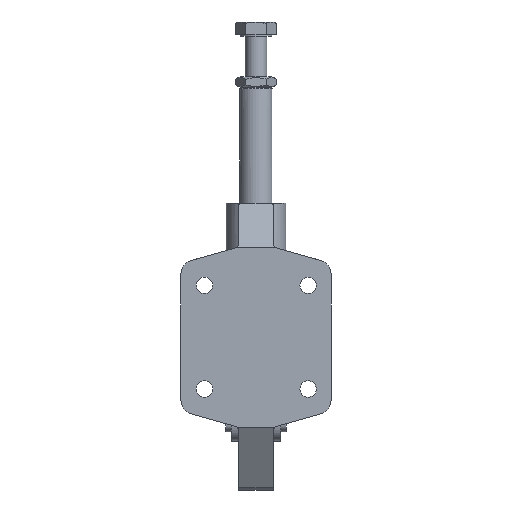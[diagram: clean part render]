
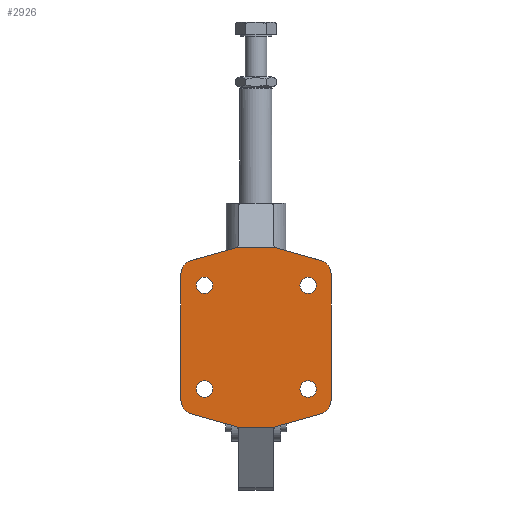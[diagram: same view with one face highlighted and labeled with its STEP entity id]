
A CAD part, front view. The second image highlights one B-rep face of the part: STEP entity #2926.
In plain terms, the highlighted planar face has unit normal (0, -1, 0).
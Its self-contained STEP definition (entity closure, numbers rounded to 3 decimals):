
#204=LINE('',#6052,#390);
#216=LINE('',#7166,#402);
#221=LINE('',#7194,#407);
#222=LINE('',#7198,#408);
#223=LINE('',#7202,#409);
#224=LINE('',#7205,#410);
#225=LINE('',#7209,#411);
#226=LINE('',#7212,#412);
#390=VECTOR('',#3801,1000.);
#402=VECTOR('',#3877,1000.);
#407=VECTOR('',#3910,1000.);
#408=VECTOR('',#3913,1000.);
#409=VECTOR('',#3916,1000.);
#410=VECTOR('',#3919,1000.);
#411=VECTOR('',#3922,1000.);
#412=VECTOR('',#3925,1000.);
#560=PLANE('',#3367);
#650=FACE_BOUND('',#1032,.T.);
#651=FACE_BOUND('',#1033,.T.);
#652=FACE_BOUND('',#1034,.T.);
#653=FACE_BOUND('',#1035,.T.);
#825=FACE_OUTER_BOUND('',#1031,.T.);
#1031=EDGE_LOOP('',(#2287,#2288,#2289,#2290,#2291,#2292,#2293,#2294,#2295,
#2296,#2297,#2298,#2299,#2300,#2301,#2302));
#1032=EDGE_LOOP('',(#2303));
#1033=EDGE_LOOP('',(#2304));
#1034=EDGE_LOOP('',(#2305));
#1035=EDGE_LOOP('',(#2306));
#1292=CIRCLE('',#3361,2.);
#1293=CIRCLE('',#3363,2.);
#1294=CIRCLE('',#3366,2.);
#1295=CIRCLE('',#3368,5.);
#1296=CIRCLE('',#3369,5.);
#1297=CIRCLE('',#3370,2.);
#1298=CIRCLE('',#3371,5.);
#1299=CIRCLE('',#3372,5.);
#1300=CIRCLE('',#3373,3.);
#1301=CIRCLE('',#3374,3.);
#1302=CIRCLE('',#3375,3.);
#1303=CIRCLE('',#3376,3.);
#1462=VERTEX_POINT('',#6049);
#1463=VERTEX_POINT('',#6051);
#1480=VERTEX_POINT('',#7163);
#1481=VERTEX_POINT('',#7165);
#1486=VERTEX_POINT('',#7179);
#1487=VERTEX_POINT('',#7183);
#1489=VERTEX_POINT('',#7189);
#1490=VERTEX_POINT('',#7193);
#1491=VERTEX_POINT('',#7195);
#1492=VERTEX_POINT('',#7197);
#1493=VERTEX_POINT('',#7199);
#1494=VERTEX_POINT('',#7201);
#1495=VERTEX_POINT('',#7204);
#1496=VERTEX_POINT('',#7206);
#1497=VERTEX_POINT('',#7208);
#1498=VERTEX_POINT('',#7210);
#1499=VERTEX_POINT('',#7213);
#1500=VERTEX_POINT('',#7215);
#1501=VERTEX_POINT('',#7217);
#1502=VERTEX_POINT('',#7219);
#1752=EDGE_CURVE('',#1462,#1463,#204,.T.);
#1783=EDGE_CURVE('',#1480,#1481,#216,.T.);
#1791=EDGE_CURVE('',#1480,#1486,#1292,.T.);
#1792=EDGE_CURVE('',#1487,#1463,#1293,.T.);
#1796=EDGE_CURVE('',#1462,#1489,#1294,.T.);
#1797=EDGE_CURVE('',#1490,#1489,#221,.T.);
#1798=EDGE_CURVE('',#1490,#1491,#1295,.T.);
#1799=EDGE_CURVE('',#1492,#1491,#222,.T.);
#1800=EDGE_CURVE('',#1492,#1493,#1296,.T.);
#1801=EDGE_CURVE('',#1494,#1493,#223,.T.);
#1802=EDGE_CURVE('',#1494,#1481,#1297,.T.);
#1803=EDGE_CURVE('',#1495,#1486,#224,.T.);
#1804=EDGE_CURVE('',#1495,#1496,#1298,.T.);
#1805=EDGE_CURVE('',#1497,#1496,#225,.T.);
#1806=EDGE_CURVE('',#1497,#1498,#1299,.T.);
#1807=EDGE_CURVE('',#1487,#1498,#226,.T.);
#1808=EDGE_CURVE('',#1499,#1499,#1300,.T.);
#1809=EDGE_CURVE('',#1500,#1500,#1301,.T.);
#1810=EDGE_CURVE('',#1501,#1501,#1302,.T.);
#1811=EDGE_CURVE('',#1502,#1502,#1303,.T.);
#2287=ORIENTED_EDGE('',*,*,#1797,.F.);
#2288=ORIENTED_EDGE('',*,*,#1798,.T.);
#2289=ORIENTED_EDGE('',*,*,#1799,.F.);
#2290=ORIENTED_EDGE('',*,*,#1800,.T.);
#2291=ORIENTED_EDGE('',*,*,#1801,.F.);
#2292=ORIENTED_EDGE('',*,*,#1802,.T.);
#2293=ORIENTED_EDGE('',*,*,#1783,.F.);
#2294=ORIENTED_EDGE('',*,*,#1791,.T.);
#2295=ORIENTED_EDGE('',*,*,#1803,.F.);
#2296=ORIENTED_EDGE('',*,*,#1804,.T.);
#2297=ORIENTED_EDGE('',*,*,#1805,.F.);
#2298=ORIENTED_EDGE('',*,*,#1806,.T.);
#2299=ORIENTED_EDGE('',*,*,#1807,.F.);
#2300=ORIENTED_EDGE('',*,*,#1792,.T.);
#2301=ORIENTED_EDGE('',*,*,#1752,.F.);
#2302=ORIENTED_EDGE('',*,*,#1796,.T.);
#2303=ORIENTED_EDGE('',*,*,#1808,.T.);
#2304=ORIENTED_EDGE('',*,*,#1809,.T.);
#2305=ORIENTED_EDGE('',*,*,#1810,.T.);
#2306=ORIENTED_EDGE('',*,*,#1811,.T.);
#2926=ADVANCED_FACE('',(#825,#650,#651,#652,#653),#560,.F.);
#3361=AXIS2_PLACEMENT_3D('',#7181,#3894,#3895);
#3363=AXIS2_PLACEMENT_3D('',#7184,#3898,#3899);
#3366=AXIS2_PLACEMENT_3D('',#7191,#3906,#3907);
#3367=AXIS2_PLACEMENT_3D('',#7192,#3908,#3909);
#3368=AXIS2_PLACEMENT_3D('',#7196,#3911,#3912);
#3369=AXIS2_PLACEMENT_3D('',#7200,#3914,#3915);
#3370=AXIS2_PLACEMENT_3D('',#7203,#3917,#3918);
#3371=AXIS2_PLACEMENT_3D('',#7207,#3920,#3921);
#3372=AXIS2_PLACEMENT_3D('',#7211,#3923,#3924);
#3373=AXIS2_PLACEMENT_3D('',#7214,#3926,#3927);
#3374=AXIS2_PLACEMENT_3D('',#7216,#3928,#3929);
#3375=AXIS2_PLACEMENT_3D('',#7218,#3930,#3931);
#3376=AXIS2_PLACEMENT_3D('',#7220,#3932,#3933);
#3801=DIRECTION('',(1.,0.,0.));
#3877=DIRECTION('',(-1.,0.,0.));
#3894=DIRECTION('center_axis',(0.,1.,0.));
#3895=DIRECTION('ref_axis',(0.,0.,1.));
#3898=DIRECTION('center_axis',(0.,1.,0.));
#3899=DIRECTION('ref_axis',(0.,0.,1.));
#3906=DIRECTION('center_axis',(0.,1.,0.));
#3907=DIRECTION('ref_axis',(0.,0.,1.));
#3908=DIRECTION('center_axis',(0.,1.,0.));
#3909=DIRECTION('ref_axis',(0.,0.,1.));
#3910=DIRECTION('',(0.962,0.,0.272));
#3911=DIRECTION('center_axis',(0.,-1.,0.));
#3912=DIRECTION('ref_axis',(0.,0.,1.));
#3913=DIRECTION('',(0.,0.,1.));
#3914=DIRECTION('center_axis',(0.,-1.,0.));
#3915=DIRECTION('ref_axis',(0.,0.,1.));
#3916=DIRECTION('',(-0.962,0.,0.272));
#3917=DIRECTION('center_axis',(0.,1.,0.));
#3918=DIRECTION('ref_axis',(0.,0.,1.));
#3919=DIRECTION('',(-0.962,0.,-0.272));
#3920=DIRECTION('center_axis',(0.,-1.,0.));
#3921=DIRECTION('ref_axis',(0.,0.,1.));
#3922=DIRECTION('',(0.,0.,-1.));
#3923=DIRECTION('center_axis',(0.,-1.,0.));
#3924=DIRECTION('ref_axis',(0.,0.,1.));
#3925=DIRECTION('',(0.962,0.,-0.272));
#3926=DIRECTION('center_axis',(0.,1.,0.));
#3927=DIRECTION('ref_axis',(0.,0.,1.));
#3928=DIRECTION('center_axis',(0.,1.,0.));
#3929=DIRECTION('ref_axis',(0.,0.,1.));
#3930=DIRECTION('center_axis',(0.,1.,0.));
#3931=DIRECTION('ref_axis',(0.,0.,1.));
#3932=DIRECTION('center_axis',(0.,1.,0.));
#3933=DIRECTION('ref_axis',(0.,0.,1.));
#6049=CARTESIAN_POINT('',(-55.595,-16.85,57.142));
#6051=CARTESIAN_POINT('',(-41.71,-16.85,57.142));
#6052=CARTESIAN_POINT('',(-77.493,-16.85,57.142));
#7163=CARTESIAN_POINT('',(-41.71,-16.85,-8.858));
#7165=CARTESIAN_POINT('',(-55.595,-16.85,-8.858));
#7166=CARTESIAN_POINT('',(-76.153,-16.85,-8.858));
#7179=CARTESIAN_POINT('',(-40.946,-16.85,-8.447));
#7181=CARTESIAN_POINT('Origin',(-40.403,-16.85,-10.372));
#7183=CARTESIAN_POINT('',(-40.946,-16.85,56.73));
#7184=CARTESIAN_POINT('Origin',(-40.403,-16.85,58.655));
#7189=CARTESIAN_POINT('',(-56.359,-16.85,56.73));
#7191=CARTESIAN_POINT('Origin',(-56.903,-16.85,58.655));
#7192=CARTESIAN_POINT('Origin',(-76.153,-16.85,57.142));
#7193=CARTESIAN_POINT('',(-72.511,-16.85,52.17));
#7194=CARTESIAN_POINT('',(-76.153,-16.85,51.142));
#7195=CARTESIAN_POINT('',(-76.153,-16.85,47.358));
#7196=CARTESIAN_POINT('Origin',(-71.153,-16.85,47.358));
#7197=CARTESIAN_POINT('',(-76.153,-16.85,0.925));
#7198=CARTESIAN_POINT('',(-76.153,-16.85,-8.858));
#7199=CARTESIAN_POINT('',(-72.511,-16.85,-3.886));
#7200=CARTESIAN_POINT('Origin',(-71.153,-16.85,0.925));
#7201=CARTESIAN_POINT('',(-56.359,-16.85,-8.447));
#7202=CARTESIAN_POINT('',(-54.903,-16.85,-8.858));
#7203=CARTESIAN_POINT('Origin',(-56.903,-16.85,-10.372));
#7204=CARTESIAN_POINT('',(-24.794,-16.85,-3.886));
#7205=CARTESIAN_POINT('',(-21.153,-16.85,-2.858));
#7206=CARTESIAN_POINT('',(-21.153,-16.85,0.925));
#7207=CARTESIAN_POINT('Origin',(-26.153,-16.85,0.925));
#7208=CARTESIAN_POINT('',(-21.153,-16.85,47.358));
#7209=CARTESIAN_POINT('',(-21.153,-16.85,-8.858));
#7210=CARTESIAN_POINT('',(-24.794,-16.85,52.17));
#7211=CARTESIAN_POINT('Origin',(-26.153,-16.85,47.358));
#7212=CARTESIAN_POINT('',(-42.403,-16.85,57.142));
#7213=CARTESIAN_POINT('',(-67.553,-16.85,46.142));
#7214=CARTESIAN_POINT('Origin',(-67.553,-16.85,43.142));
#7215=CARTESIAN_POINT('',(-67.553,-16.85,8.142));
#7216=CARTESIAN_POINT('Origin',(-67.553,-16.85,5.142));
#7217=CARTESIAN_POINT('',(-29.553,-16.85,8.142));
#7218=CARTESIAN_POINT('Origin',(-29.553,-16.85,5.142));
#7219=CARTESIAN_POINT('',(-29.553,-16.85,46.142));
#7220=CARTESIAN_POINT('Origin',(-29.553,-16.85,43.142));
